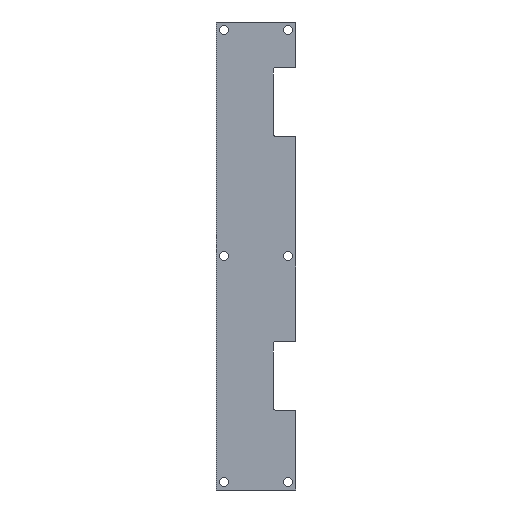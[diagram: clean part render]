
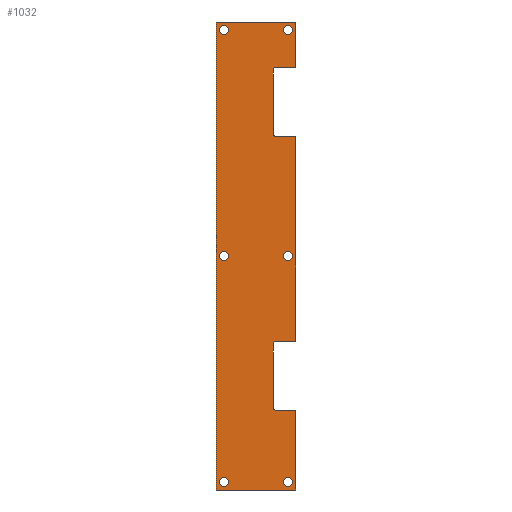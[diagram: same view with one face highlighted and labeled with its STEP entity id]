
A CAD part, front view. The second image highlights one B-rep face of the part: STEP entity #1032.
In plain terms, the highlighted planar face has unit normal (0, -1, 0).
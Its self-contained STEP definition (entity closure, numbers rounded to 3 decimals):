
#19=FACE_BOUND('',#169,.T.);
#20=FACE_BOUND('',#170,.T.);
#21=FACE_BOUND('',#171,.T.);
#22=FACE_BOUND('',#172,.T.);
#23=FACE_BOUND('',#173,.T.);
#24=FACE_BOUND('',#174,.T.);
#35=PLANE('',#1152);
#110=FACE_OUTER_BOUND('',#168,.T.);
#168=EDGE_LOOP('',(#845,#846,#847,#848,#849,#850,#851,#852,#853,#854,#855,
#856,#857,#858,#859,#860,#861,#862,#863,#864));
#169=EDGE_LOOP('',(#865));
#170=EDGE_LOOP('',(#866));
#171=EDGE_LOOP('',(#867));
#172=EDGE_LOOP('',(#868));
#173=EDGE_LOOP('',(#869));
#174=EDGE_LOOP('',(#870));
#248=LINE('',#1809,#326);
#250=LINE('',#1813,#328);
#251=LINE('',#1815,#329);
#252=LINE('',#1817,#330);
#253=LINE('',#1819,#331);
#254=LINE('',#1821,#332);
#255=LINE('',#1825,#333);
#256=LINE('',#1829,#334);
#257=LINE('',#1833,#335);
#258=LINE('',#1837,#336);
#259=LINE('',#1841,#337);
#260=LINE('',#1845,#338);
#326=VECTOR('',#1379,10.);
#328=VECTOR('',#1383,10.);
#329=VECTOR('',#1384,10.);
#330=VECTOR('',#1385,10.);
#331=VECTOR('',#1386,10.);
#332=VECTOR('',#1387,10.);
#333=VECTOR('',#1390,10.);
#334=VECTOR('',#1393,10.);
#335=VECTOR('',#1396,10.);
#336=VECTOR('',#1399,10.);
#337=VECTOR('',#1402,10.);
#338=VECTOR('',#1405,10.);
#379=CIRCLE('',#1107,2.);
#382=CIRCLE('',#1116,2.);
#385=CIRCLE('',#1124,2.);
#388=CIRCLE('',#1130,2.);
#393=CIRCLE('',#1138,2.);
#396=CIRCLE('',#1143,2.);
#400=CIRCLE('',#1148,1.);
#401=CIRCLE('',#1153,1.);
#402=CIRCLE('',#1154,1.);
#403=CIRCLE('',#1155,1.);
#404=CIRCLE('',#1156,1.);
#405=CIRCLE('',#1157,1.);
#406=CIRCLE('',#1158,1.);
#407=CIRCLE('',#1159,1.);
#464=VERTEX_POINT('',#1610);
#476=VERTEX_POINT('',#1683);
#483=VERTEX_POINT('',#1734);
#485=VERTEX_POINT('',#1744);
#490=VERTEX_POINT('',#1770);
#493=VERTEX_POINT('',#1780);
#496=VERTEX_POINT('',#1798);
#497=VERTEX_POINT('',#1799);
#499=VERTEX_POINT('',#1808);
#500=VERTEX_POINT('',#1812);
#501=VERTEX_POINT('',#1814);
#502=VERTEX_POINT('',#1816);
#503=VERTEX_POINT('',#1818);
#504=VERTEX_POINT('',#1820);
#505=VERTEX_POINT('',#1822);
#506=VERTEX_POINT('',#1824);
#507=VERTEX_POINT('',#1826);
#508=VERTEX_POINT('',#1828);
#509=VERTEX_POINT('',#1830);
#510=VERTEX_POINT('',#1832);
#511=VERTEX_POINT('',#1834);
#512=VERTEX_POINT('',#1836);
#513=VERTEX_POINT('',#1838);
#514=VERTEX_POINT('',#1840);
#515=VERTEX_POINT('',#1842);
#516=VERTEX_POINT('',#1844);
#565=EDGE_CURVE('',#464,#464,#379,.T.);
#583=EDGE_CURVE('',#476,#476,#382,.T.);
#596=EDGE_CURVE('',#483,#483,#385,.T.);
#601=EDGE_CURVE('',#485,#485,#388,.T.);
#609=EDGE_CURVE('',#490,#490,#393,.T.);
#614=EDGE_CURVE('',#493,#493,#396,.T.);
#619=EDGE_CURVE('',#496,#497,#400,.T.);
#624=EDGE_CURVE('',#497,#499,#248,.T.);
#626=EDGE_CURVE('',#500,#496,#250,.T.);
#627=EDGE_CURVE('',#501,#500,#251,.T.);
#628=EDGE_CURVE('',#502,#501,#252,.T.);
#629=EDGE_CURVE('',#503,#502,#253,.T.);
#630=EDGE_CURVE('',#504,#503,#254,.T.);
#631=EDGE_CURVE('',#505,#504,#401,.T.);
#632=EDGE_CURVE('',#506,#505,#255,.T.);
#633=EDGE_CURVE('',#507,#506,#402,.T.);
#634=EDGE_CURVE('',#508,#507,#256,.T.);
#635=EDGE_CURVE('',#509,#508,#403,.T.);
#636=EDGE_CURVE('',#510,#509,#257,.T.);
#637=EDGE_CURVE('',#511,#510,#404,.T.);
#638=EDGE_CURVE('',#512,#511,#258,.T.);
#639=EDGE_CURVE('',#513,#512,#405,.T.);
#640=EDGE_CURVE('',#514,#513,#259,.T.);
#641=EDGE_CURVE('',#515,#514,#406,.T.);
#642=EDGE_CURVE('',#516,#515,#260,.T.);
#643=EDGE_CURVE('',#499,#516,#407,.T.);
#845=ORIENTED_EDGE('',*,*,#619,.F.);
#846=ORIENTED_EDGE('',*,*,#626,.F.);
#847=ORIENTED_EDGE('',*,*,#627,.F.);
#848=ORIENTED_EDGE('',*,*,#628,.F.);
#849=ORIENTED_EDGE('',*,*,#629,.F.);
#850=ORIENTED_EDGE('',*,*,#630,.F.);
#851=ORIENTED_EDGE('',*,*,#631,.F.);
#852=ORIENTED_EDGE('',*,*,#632,.F.);
#853=ORIENTED_EDGE('',*,*,#633,.F.);
#854=ORIENTED_EDGE('',*,*,#634,.F.);
#855=ORIENTED_EDGE('',*,*,#635,.F.);
#856=ORIENTED_EDGE('',*,*,#636,.F.);
#857=ORIENTED_EDGE('',*,*,#637,.F.);
#858=ORIENTED_EDGE('',*,*,#638,.F.);
#859=ORIENTED_EDGE('',*,*,#639,.F.);
#860=ORIENTED_EDGE('',*,*,#640,.F.);
#861=ORIENTED_EDGE('',*,*,#641,.F.);
#862=ORIENTED_EDGE('',*,*,#642,.F.);
#863=ORIENTED_EDGE('',*,*,#643,.F.);
#864=ORIENTED_EDGE('',*,*,#624,.F.);
#865=ORIENTED_EDGE('',*,*,#609,.T.);
#866=ORIENTED_EDGE('',*,*,#614,.T.);
#867=ORIENTED_EDGE('',*,*,#565,.F.);
#868=ORIENTED_EDGE('',*,*,#583,.F.);
#869=ORIENTED_EDGE('',*,*,#596,.F.);
#870=ORIENTED_EDGE('',*,*,#601,.F.);
#1032=ADVANCED_FACE('',(#110,#19,#20,#21,#22,#23,#24),#35,.F.);
#1107=AXIS2_PLACEMENT_3D('',#1612,#1267,#1268);
#1116=AXIS2_PLACEMENT_3D('',#1685,#1291,#1292);
#1124=AXIS2_PLACEMENT_3D('',#1736,#1313,#1314);
#1130=AXIS2_PLACEMENT_3D('',#1746,#1327,#1328);
#1138=AXIS2_PLACEMENT_3D('',#1771,#1345,#1346);
#1143=AXIS2_PLACEMENT_3D('',#1781,#1357,#1358);
#1148=AXIS2_PLACEMENT_3D('',#1800,#1368,#1369);
#1152=AXIS2_PLACEMENT_3D('',#1811,#1381,#1382);
#1153=AXIS2_PLACEMENT_3D('',#1823,#1388,#1389);
#1154=AXIS2_PLACEMENT_3D('',#1827,#1391,#1392);
#1155=AXIS2_PLACEMENT_3D('',#1831,#1394,#1395);
#1156=AXIS2_PLACEMENT_3D('',#1835,#1397,#1398);
#1157=AXIS2_PLACEMENT_3D('',#1839,#1400,#1401);
#1158=AXIS2_PLACEMENT_3D('',#1843,#1403,#1404);
#1159=AXIS2_PLACEMENT_3D('',#1846,#1406,#1407);
#1267=DIRECTION('center_axis',(0.,-1.,0.));
#1268=DIRECTION('ref_axis',(1.,0.,0.));
#1291=DIRECTION('center_axis',(0.,-1.,0.));
#1292=DIRECTION('ref_axis',(1.,0.,0.));
#1313=DIRECTION('center_axis',(0.,-1.,0.));
#1314=DIRECTION('ref_axis',(1.,0.,0.));
#1327=DIRECTION('center_axis',(0.,-1.,0.));
#1328=DIRECTION('ref_axis',(1.,0.,0.));
#1345=DIRECTION('center_axis',(0.,1.,0.));
#1346=DIRECTION('ref_axis',(-1.,0.,0.));
#1357=DIRECTION('center_axis',(0.,1.,0.));
#1358=DIRECTION('ref_axis',(-1.,0.,0.));
#1368=DIRECTION('center_axis',(0.,1.,0.));
#1369=DIRECTION('ref_axis',(0.707,0.,-0.707));
#1379=DIRECTION('',(-1.,0.,0.));
#1381=DIRECTION('center_axis',(0.,1.,0.));
#1382=DIRECTION('ref_axis',(0.,0.,1.));
#1383=DIRECTION('',(0.,0.,-1.));
#1384=DIRECTION('',(1.,0.,0.));
#1385=DIRECTION('',(0.,0.,1.));
#1386=DIRECTION('',(-1.,0.,0.));
#1387=DIRECTION('',(0.,0.,-1.));
#1388=DIRECTION('center_axis',(0.,1.,0.));
#1389=DIRECTION('ref_axis',(0.707,0.,0.707));
#1390=DIRECTION('',(1.,0.,0.));
#1391=DIRECTION('center_axis',(0.,-1.,0.));
#1392=DIRECTION('ref_axis',(-0.707,0.,-0.707));
#1393=DIRECTION('',(0.,0.,-1.));
#1394=DIRECTION('center_axis',(0.,-1.,0.));
#1395=DIRECTION('ref_axis',(-0.707,0.,0.707));
#1396=DIRECTION('',(-1.,0.,0.));
#1397=DIRECTION('center_axis',(0.,1.,0.));
#1398=DIRECTION('ref_axis',(0.707,0.,-0.707));
#1399=DIRECTION('',(0.,0.,-1.));
#1400=DIRECTION('center_axis',(0.,1.,0.));
#1401=DIRECTION('ref_axis',(0.707,0.,0.707));
#1402=DIRECTION('',(1.,0.,0.));
#1403=DIRECTION('center_axis',(0.,-1.,0.));
#1404=DIRECTION('ref_axis',(-0.707,0.,-0.707));
#1405=DIRECTION('',(0.,0.,-1.));
#1406=DIRECTION('center_axis',(0.,-1.,0.));
#1407=DIRECTION('ref_axis',(-0.707,0.,0.707));
#1610=CARTESIAN_POINT('',(18.951,0.,-183.672));
#1612=CARTESIAN_POINT('Origin',(20.951,0.,-183.672));
#1683=CARTESIAN_POINT('',(-9.049,0.,-183.672));
#1685=CARTESIAN_POINT('Origin',(-7.049,0.,-183.672));
#1734=CARTESIAN_POINT('',(18.951,0.,14.328));
#1736=CARTESIAN_POINT('Origin',(20.951,0.,14.328));
#1744=CARTESIAN_POINT('',(-9.049,0.,14.328));
#1746=CARTESIAN_POINT('Origin',(-7.049,0.,14.328));
#1770=CARTESIAN_POINT('',(22.951,0.,-84.672));
#1771=CARTESIAN_POINT('Origin',(20.951,0.,-84.672));
#1780=CARTESIAN_POINT('',(-5.049,0.,-84.672));
#1781=CARTESIAN_POINT('Origin',(-7.049,0.,-84.672));
#1798=CARTESIAN_POINT('',(24.451,0.,-1.172));
#1799=CARTESIAN_POINT('',(23.451,0.,-2.172));
#1800=CARTESIAN_POINT('Origin',(23.451,0.,-1.172));
#1808=CARTESIAN_POINT('',(15.451,0.,-2.172));
#1809=CARTESIAN_POINT('',(24.451,0.,-2.172));
#1811=CARTESIAN_POINT('Origin',(6.951,0.,-84.672));
#1812=CARTESIAN_POINT('',(24.451,0.,17.828));
#1813=CARTESIAN_POINT('',(24.451,0.,17.828));
#1814=CARTESIAN_POINT('',(-10.549,0.,17.828));
#1815=CARTESIAN_POINT('',(-10.549,0.,17.828));
#1816=CARTESIAN_POINT('',(-10.549,0.,-187.172));
#1817=CARTESIAN_POINT('',(-10.549,0.,-187.172));
#1818=CARTESIAN_POINT('',(24.451,0.,-187.172));
#1819=CARTESIAN_POINT('',(24.451,0.,-187.172));
#1820=CARTESIAN_POINT('',(24.451,0.,-153.172));
#1821=CARTESIAN_POINT('',(24.451,0.,17.828));
#1822=CARTESIAN_POINT('',(23.451,0.,-152.172));
#1823=CARTESIAN_POINT('Origin',(23.451,0.,-153.172));
#1824=CARTESIAN_POINT('',(15.451,0.,-152.172));
#1825=CARTESIAN_POINT('',(14.451,0.,-152.172));
#1826=CARTESIAN_POINT('',(14.451,0.,-151.172));
#1827=CARTESIAN_POINT('Origin',(15.451,0.,-151.172));
#1828=CARTESIAN_POINT('',(14.451,0.,-123.172));
#1829=CARTESIAN_POINT('',(14.451,0.,-122.172));
#1830=CARTESIAN_POINT('',(15.451,0.,-122.172));
#1831=CARTESIAN_POINT('Origin',(15.451,0.,-123.172));
#1832=CARTESIAN_POINT('',(23.451,0.,-122.172));
#1833=CARTESIAN_POINT('',(24.451,0.,-122.172));
#1834=CARTESIAN_POINT('',(24.451,0.,-121.172));
#1835=CARTESIAN_POINT('Origin',(23.451,0.,-121.172));
#1836=CARTESIAN_POINT('',(24.451,0.,-33.172));
#1837=CARTESIAN_POINT('',(24.451,0.,17.828));
#1838=CARTESIAN_POINT('',(23.451,0.,-32.172));
#1839=CARTESIAN_POINT('Origin',(23.451,0.,-33.172));
#1840=CARTESIAN_POINT('',(15.451,0.,-32.172));
#1841=CARTESIAN_POINT('',(14.451,0.,-32.172));
#1842=CARTESIAN_POINT('',(14.451,0.,-31.172));
#1843=CARTESIAN_POINT('Origin',(15.451,0.,-31.172));
#1844=CARTESIAN_POINT('',(14.451,0.,-3.172));
#1845=CARTESIAN_POINT('',(14.451,0.,-2.172));
#1846=CARTESIAN_POINT('Origin',(15.451,0.,-3.172));
